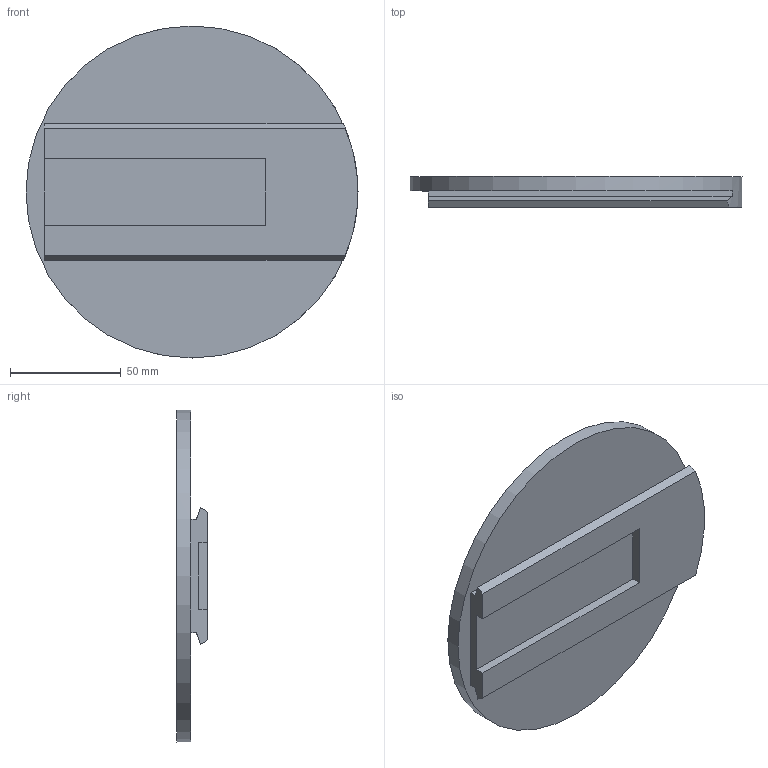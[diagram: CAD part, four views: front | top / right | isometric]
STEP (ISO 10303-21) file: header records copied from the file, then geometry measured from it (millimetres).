
FILE_DESCRIPTION(/* description */ ('STEP AP214'),/* implementation_level */ '2;1');
FILE_NAME(/* name */ '6876f852cc95e74f1a4e5c0d',/* time_stamp */ '2025-07-16T00:54:42Z',/* author */ (''),/* organization */ (''),/* preprocessor_version */ 'ST-DEVELOPER v20',/* originating_system */ 'ONSHAPE BY PTC INC, 1.200',/* authorisation */ ' ');
FILE_SCHEMA (('AUTOMOTIVE_DESIGN {1 0 10303 214 3 1 1}'));
Length unit declared in the file: metre
Products named in the file (1): Base_Superior_Ofi v3
Bounding box: 150 x 14 x 150 mm (x, y, z)
Volume: 142006.6 mm3; surface area: 46356.8 mm2
Topology: 1 solids, 1 shells, 23 faces, 54 edges, 37 vertices
Faces by surface type: plane 18, cylinder 5
Full cylindrical faces by diameter (mm): 35 x4, 150 x1
Entity records: 636 total; most frequent: DIRECTION 108, CARTESIAN_POINT 102, ORIENTED_EDGE 90, EDGE_CURVE 45, AXIS2_PLACEMENT_3D 39, VERTEX_POINT 33, EDGE_LOOP 32, FACE_BOUND 32
